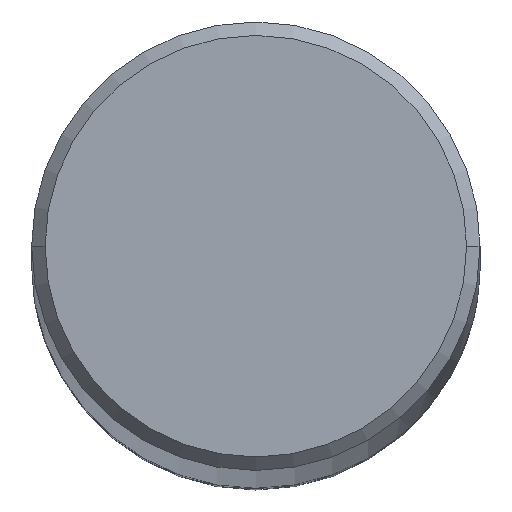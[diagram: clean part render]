
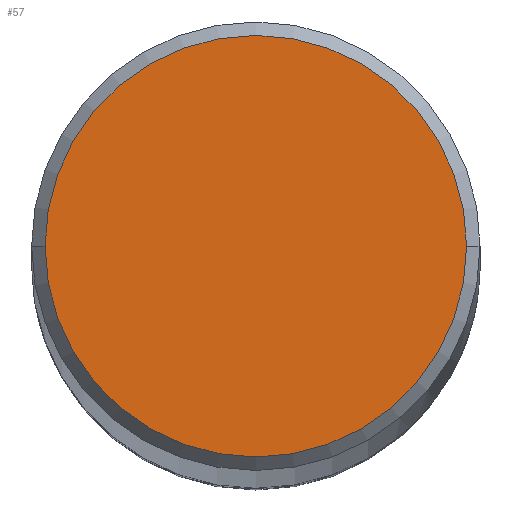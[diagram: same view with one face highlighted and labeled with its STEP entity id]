
A CAD part, top view. The second image highlights one B-rep face of the part: STEP entity #57.
In plain terms, the highlighted planar face has unit normal (0, 0, 1).
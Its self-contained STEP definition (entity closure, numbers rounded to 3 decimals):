
#8 = EDGE_CURVE ( 'NONE', #13, #14, #289, .T. ) ;
#13 = VERTEX_POINT ( 'NONE', #367 ) ;
#14 = VERTEX_POINT ( 'NONE', #285 ) ;
#33 = ORIENTED_EDGE ( 'NONE', *, *, #50, .T. ) ;
#50 = EDGE_CURVE ( 'NONE', #14, #13, #521, .T. ) ;
#51 = ORIENTED_EDGE ( 'NONE', *, *, #8, .T. ) ;
#57 = ADVANCED_FACE ( 'NONE', ( #508 ), #523, .T. ) ;
#75 = EDGE_LOOP ( 'NONE', ( #33, #51 ) ) ;
#285 = CARTESIAN_POINT ( 'NONE',  ( -4.7, 0., 125. ) ) ;
#287 = DIRECTION ( 'NONE',  ( 1., 0., 0. ) ) ;
#288 = DIRECTION ( 'NONE',  ( 0., 0., 1. ) ) ;
#289 = CIRCLE ( 'NONE', #361, 4.7 ) ;
#361 = AXIS2_PLACEMENT_3D ( 'NONE', #366, #288, #287 ) ;
#366 = CARTESIAN_POINT ( 'NONE',  ( 0., 0., 125. ) ) ;
#367 = CARTESIAN_POINT ( 'NONE',  ( 4.7, 0., 125. ) ) ;
#497 = DIRECTION ( 'NONE',  ( 1., 0., 0. ) ) ;
#498 = DIRECTION ( 'NONE',  ( 0., 0., 1. ) ) ;
#501 = CARTESIAN_POINT ( 'NONE',  ( 0., 0., 125. ) ) ;
#508 = FACE_OUTER_BOUND ( 'NONE', #75, .T. ) ;
#509 = DIRECTION ( 'NONE',  ( 1., 0., 0. ) ) ;
#510 = DIRECTION ( 'NONE',  ( 0., 0., 1. ) ) ;
#511 = AXIS2_PLACEMENT_3D ( 'NONE', #519, #510, #509 ) ;
#512 = AXIS2_PLACEMENT_3D ( 'NONE', #501, #498, #497 ) ;
#519 = CARTESIAN_POINT ( 'NONE',  ( 0., 0., 125. ) ) ;
#521 = CIRCLE ( 'NONE', #511, 4.7 ) ;
#523 = PLANE ( 'NONE',  #512 ) ;
